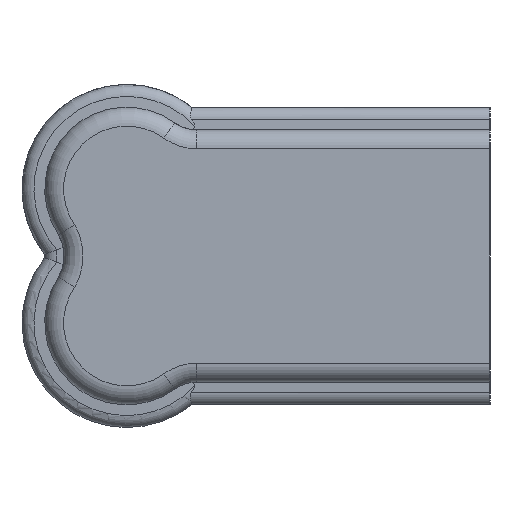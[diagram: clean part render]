
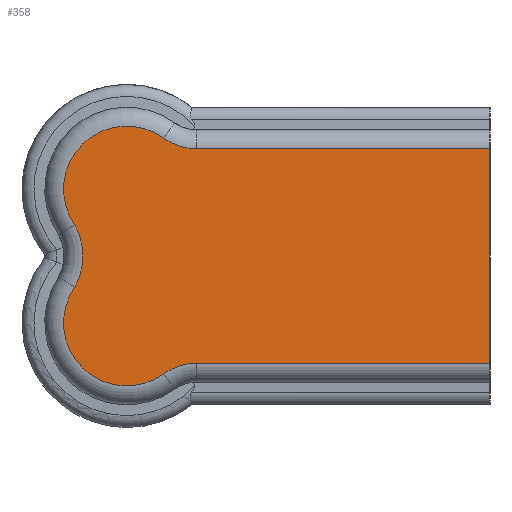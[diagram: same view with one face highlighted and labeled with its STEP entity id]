
A CAD part, left-side view. The second image highlights one B-rep face of the part: STEP entity #358.
In plain terms, the highlighted planar face has unit normal (-1, 0, 0).
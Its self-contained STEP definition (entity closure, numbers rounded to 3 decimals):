
#358 = ADVANCED_FACE( '', ( #1509 ), #1510, .T. );
#1509 = FACE_OUTER_BOUND( '', #3725, .T. );
#1510 = PLANE( '', #3726 );
#3725 = EDGE_LOOP( '', ( #6592, #6593, #6594, #6595, #6596, #6597, #6598, #6599 ) );
#3726 = AXIS2_PLACEMENT_3D( '', #6600, #6601, #6602 );
#6592 = ORIENTED_EDGE( '', *, *, #15306, .T. );
#6593 = ORIENTED_EDGE( '', *, *, #15771, .T. );
#6594 = ORIENTED_EDGE( '', *, *, #15772, .T. );
#6595 = ORIENTED_EDGE( '', *, *, #15773, .T. );
#6596 = ORIENTED_EDGE( '', *, *, #15774, .T. );
#6597 = ORIENTED_EDGE( '', *, *, #15775, .T. );
#6598 = ORIENTED_EDGE( '', *, *, #15776, .T. );
#6599 = ORIENTED_EDGE( '', *, *, #15777, .T. );
#6600 = CARTESIAN_POINT( '', ( -103.5, 0., -10. ) );
#6601 = DIRECTION( '', ( -1., 0., 0. ) );
#6602 = DIRECTION( '', ( 0., 0., -1. ) );
#15306 = EDGE_CURVE( '', #18378, #18376, #18379, .T. );
#15771 = EDGE_CURVE( '', #18376, #19271, #19272, .T. );
#15772 = EDGE_CURVE( '', #19271, #19273, #19274, .F. );
#15773 = EDGE_CURVE( '', #19273, #19275, #19276, .T. );
#15774 = EDGE_CURVE( '', #19275, #19277, #19278, .F. );
#15775 = EDGE_CURVE( '', #19277, #19279, #19280, .T. );
#15776 = EDGE_CURVE( '', #19279, #19281, #19282, .F. );
#15777 = EDGE_CURVE( '', #19281, #18378, #19283, .F. );
#18376 = VERTEX_POINT( '', #23326 );
#18378 = VERTEX_POINT( '', #23328 );
#18379 = LINE( '', #23329, #23330 );
#19271 = VERTEX_POINT( '', #24923 );
#19272 = LINE( '', #24924, #24925 );
#19273 = VERTEX_POINT( '', #24926 );
#19274 = CIRCLE( '', #24927, 4.5 );
#19275 = VERTEX_POINT( '', #24928 );
#19276 = CIRCLE( '', #24929, 5. );
#19277 = VERTEX_POINT( '', #24930 );
#19278 = CIRCLE( '', #24931, 5. );
#19279 = VERTEX_POINT( '', #24932 );
#19280 = CIRCLE( '', #24933, 5. );
#19281 = VERTEX_POINT( '', #24934 );
#19282 = CIRCLE( '', #24935, 4.5 );
#19283 = LINE( '', #24936, #24937 );
#23326 = CARTESIAN_POINT( '', ( -103.5, 0., 8.5 ) );
#23328 = CARTESIAN_POINT( '', ( -103.5, 0., -8.5 ) );
#23329 = CARTESIAN_POINT( '', ( -103.5, 0., -10. ) );
#23330 = VECTOR( '', #35358, 1000. );
#24923 = CARTESIAN_POINT( '', ( -103.5, 23.237, 8.5 ) );
#24924 = CARTESIAN_POINT( '', ( -103.5, 0., 8.5 ) );
#24925 = VECTOR( '', #36026, 1000. );
#24926 = CARTESIAN_POINT( '', ( -103.5, 25.871, 9.352 ) );
#24927 = AXIS2_PLACEMENT_3D( '', #36027, #36028, #36029 );
#24928 = CARTESIAN_POINT( '', ( -103.5, 32.929, 2.482 ) );
#24929 = AXIS2_PLACEMENT_3D( '', #36030, #36031, #36032 );
#24930 = CARTESIAN_POINT( '', ( -103.5, 32.929, -2.482 ) );
#24931 = AXIS2_PLACEMENT_3D( '', #36033, #36034, #36035 );
#24932 = CARTESIAN_POINT( '', ( -103.5, 25.871, -9.352 ) );
#24933 = AXIS2_PLACEMENT_3D( '', #36036, #36037, #36038 );
#24934 = CARTESIAN_POINT( '', ( -103.5, 23.237, -8.5 ) );
#24935 = AXIS2_PLACEMENT_3D( '', #36039, #36040, #36041 );
#24936 = CARTESIAN_POINT( '', ( -103.5, 0., -8.5 ) );
#24937 = VECTOR( '', #36042, 1000. );
#35358 = DIRECTION( '', ( 0., 0., 1. ) );
#36026 = DIRECTION( '', ( 0., 1., 0. ) );
#36027 = CARTESIAN_POINT( '', ( -103.5, 23.237, 13. ) );
#36028 = DIRECTION( '', ( -1., 0., 0. ) );
#36029 = DIRECTION( '', ( 0., 0., 1. ) );
#36030 = CARTESIAN_POINT( '', ( -103.5, 28.798, 5.298 ) );
#36031 = DIRECTION( '', ( -1., 0., 0. ) );
#36032 = DIRECTION( '', ( 0., 0., 1. ) );
#36033 = CARTESIAN_POINT( '', ( -103.5, 37.27, 0. ) );
#36034 = DIRECTION( '', ( -1., 0., 0. ) );
#36035 = DIRECTION( '', ( 0., 0., 1. ) );
#36036 = CARTESIAN_POINT( '', ( -103.5, 28.798, -5.298 ) );
#36037 = DIRECTION( '', ( -1., 0., 0. ) );
#36038 = DIRECTION( '', ( 0., 0., 1. ) );
#36039 = CARTESIAN_POINT( '', ( -103.5, 23.237, -13. ) );
#36040 = DIRECTION( '', ( -1., 0., 0. ) );
#36041 = DIRECTION( '', ( 0., 0., 1. ) );
#36042 = DIRECTION( '', ( 0., 1., 0. ) );
